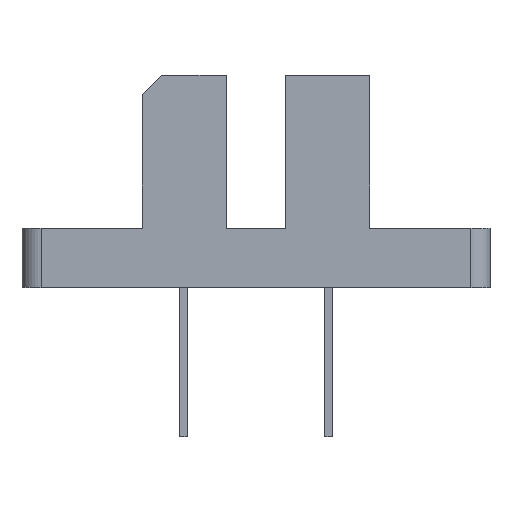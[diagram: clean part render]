
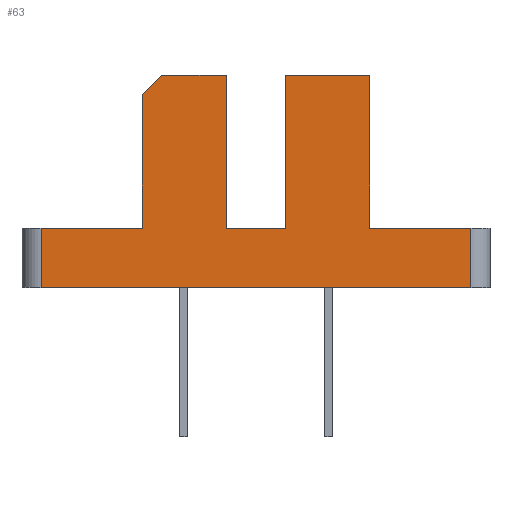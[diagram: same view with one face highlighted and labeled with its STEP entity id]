
A CAD part, top view. The second image highlights one B-rep face of the part: STEP entity #63.
In plain terms, the highlighted planar face has unit normal (0, 0, 1).
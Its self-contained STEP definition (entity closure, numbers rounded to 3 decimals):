
#63=ADVANCED_FACE('',(#114),#494,.T.);
#114=FACE_OUTER_BOUND('',#165,.F.);
#165=EDGE_LOOP('',(#224,#225,#226,#227,#228,#229,#230,#231,#232,#233,#234,
#235,#236));
#224=ORIENTED_EDGE('',*,*,#736,.T.);
#225=ORIENTED_EDGE('',*,*,#746,.T.);
#226=ORIENTED_EDGE('',*,*,#745,.T.);
#227=ORIENTED_EDGE('',*,*,#744,.T.);
#228=ORIENTED_EDGE('',*,*,#743,.T.);
#229=ORIENTED_EDGE('',*,*,#742,.T.);
#230=ORIENTED_EDGE('',*,*,#726,.T.);
#231=ORIENTED_EDGE('',*,*,#741,.T.);
#232=ORIENTED_EDGE('',*,*,#734,.T.);
#233=ORIENTED_EDGE('',*,*,#740,.T.);
#234=ORIENTED_EDGE('',*,*,#739,.T.);
#235=ORIENTED_EDGE('',*,*,#738,.T.);
#236=ORIENTED_EDGE('',*,*,#737,.T.);
#494=PLANE('',#1163);
#726=EDGE_CURVE('',#1102,#1099,#849,.T.);
#734=EDGE_CURVE('',#1094,#1091,#853,.T.);
#736=EDGE_CURVE('',#1125,#1090,#855,.T.);
#737=EDGE_CURVE('',#1089,#1125,#856,.T.);
#738=EDGE_CURVE('',#1088,#1089,#857,.T.);
#739=EDGE_CURVE('',#1087,#1088,#858,.T.);
#740=EDGE_CURVE('',#1091,#1087,#859,.T.);
#741=EDGE_CURVE('',#1099,#1094,#860,.T.);
#742=EDGE_CURVE('',#1086,#1102,#861,.T.);
#743=EDGE_CURVE('',#1085,#1086,#862,.T.);
#744=EDGE_CURVE('',#1127,#1085,#863,.T.);
#745=EDGE_CURVE('',#1084,#1127,#864,.T.);
#746=EDGE_CURVE('',#1090,#1084,#865,.T.);
#849=LINE('',#1607,#968);
#853=LINE('',#1615,#972);
#855=LINE('',#1617,#974);
#856=LINE('',#1618,#975);
#857=LINE('',#1619,#976);
#858=LINE('',#1620,#977);
#859=LINE('',#1621,#978);
#860=LINE('',#1622,#979);
#861=LINE('',#1623,#980);
#862=LINE('',#1624,#981);
#863=LINE('',#1625,#982);
#864=LINE('',#1626,#983);
#865=LINE('',#1627,#984);
#968=VECTOR('',#1273,3.1);
#972=VECTOR('',#1285,3.1);
#974=VECTOR('',#1287,8.);
#975=VECTOR('',#1288,3.4);
#976=VECTOR('',#1289,1.414);
#977=VECTOR('',#1290,7.);
#978=VECTOR('',#1291,5.3);
#979=VECTOR('',#1292,22.5);
#980=VECTOR('',#1293,5.3);
#981=VECTOR('',#1294,8.);
#982=VECTOR('',#1295,4.4);
#983=VECTOR('',#1296,8.);
#984=VECTOR('',#1297,3.1);
#1084=VERTEX_POINT('',#1502);
#1085=VERTEX_POINT('',#1503);
#1086=VERTEX_POINT('',#1504);
#1087=VERTEX_POINT('',#1505);
#1088=VERTEX_POINT('',#1506);
#1089=VERTEX_POINT('',#1507);
#1090=VERTEX_POINT('',#1508);
#1091=VERTEX_POINT('',#1509);
#1094=VERTEX_POINT('',#1512);
#1099=VERTEX_POINT('',#1517);
#1102=VERTEX_POINT('',#1520);
#1125=VERTEX_POINT('',#1543);
#1127=VERTEX_POINT('',#1545);
#1163=AXIS2_PLACEMENT_3D('',#1698,#1368,#1369);
#1273=DIRECTION('',(0.,-1.,0.));
#1285=DIRECTION('',(0.,1.,0.));
#1287=DIRECTION('',(0.,-1.,0.));
#1288=DIRECTION('',(1.,0.,0.));
#1289=DIRECTION('',(0.707,0.707,0.));
#1290=DIRECTION('',(0.,1.,0.));
#1291=DIRECTION('',(1.,0.,0.));
#1292=DIRECTION('',(-1.,0.,0.));
#1293=DIRECTION('',(1.,0.,0.));
#1294=DIRECTION('',(0.,-1.,0.));
#1295=DIRECTION('',(1.,0.,0.));
#1296=DIRECTION('',(0.,1.,0.));
#1297=DIRECTION('',(1.,0.,0.));
#1368=DIRECTION('',(0.,0.,1.));
#1369=DIRECTION('',(1.,0.,0.));
#1502=CARTESIAN_POINT('',(1.55,3.1,6.));
#1503=CARTESIAN_POINT('',(5.95,11.1,6.));
#1504=CARTESIAN_POINT('',(5.95,3.1,6.));
#1505=CARTESIAN_POINT('',(-5.95,3.1,6.));
#1506=CARTESIAN_POINT('',(-5.95,10.1,6.));
#1507=CARTESIAN_POINT('',(-4.95,11.1,6.));
#1508=CARTESIAN_POINT('',(-1.55,3.1,6.));
#1509=CARTESIAN_POINT('',(-11.25,3.1,6.));
#1512=CARTESIAN_POINT('',(-11.25,0.,6.));
#1517=CARTESIAN_POINT('',(11.25,0.,6.));
#1520=CARTESIAN_POINT('',(11.25,3.1,6.));
#1543=CARTESIAN_POINT('',(-1.55,11.1,6.));
#1545=CARTESIAN_POINT('',(1.55,11.1,6.));
#1607=CARTESIAN_POINT('',(11.25,3.1,6.));
#1615=CARTESIAN_POINT('',(-11.25,0.,6.));
#1617=CARTESIAN_POINT('',(-1.55,11.1,6.));
#1618=CARTESIAN_POINT('',(-4.95,11.1,6.));
#1619=CARTESIAN_POINT('',(-5.95,10.1,6.));
#1620=CARTESIAN_POINT('',(-5.95,3.1,6.));
#1621=CARTESIAN_POINT('',(-11.25,3.1,6.));
#1622=CARTESIAN_POINT('',(11.25,0.,6.));
#1623=CARTESIAN_POINT('',(5.95,3.1,6.));
#1624=CARTESIAN_POINT('',(5.95,11.1,6.));
#1625=CARTESIAN_POINT('',(1.55,11.1,6.));
#1626=CARTESIAN_POINT('',(1.55,3.1,6.));
#1627=CARTESIAN_POINT('',(-1.55,3.1,6.));
#1698=CARTESIAN_POINT('',(-12.495,-0.245,6.));
